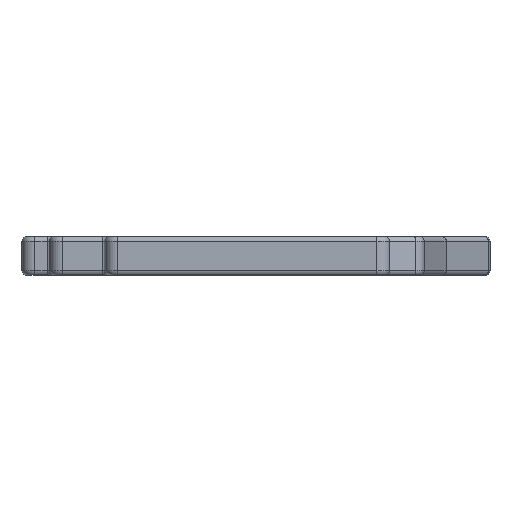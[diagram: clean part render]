
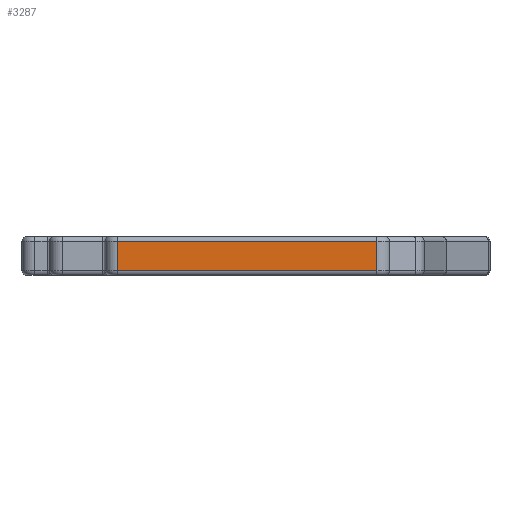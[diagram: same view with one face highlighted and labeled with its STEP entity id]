
A CAD part, left-side view. The second image highlights one B-rep face of the part: STEP entity #3287.
In plain terms, the highlighted planar face has unit normal (-1, 0, 0).
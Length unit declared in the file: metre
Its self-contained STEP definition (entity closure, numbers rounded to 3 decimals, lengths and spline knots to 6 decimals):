
#575=ORIENTED_EDGE('',*,*,#1566,.F.);
#576=ORIENTED_EDGE('',*,*,#1567,.T.);
#577=ORIENTED_EDGE('',*,*,#1563,.T.);
#578=ORIENTED_EDGE('',*,*,#1568,.T.);
#1563=EDGE_CURVE('',#2049,#2050,#2328,.T.);
#1566=EDGE_CURVE('',#2051,#2052,#2329,.T.);
#1567=EDGE_CURVE('',#2051,#2049,#2330,.T.);
#1568=EDGE_CURVE('',#2050,#2052,#2331,.F.);
#2049=VERTEX_POINT('',#5410);
#2050=VERTEX_POINT('',#5411);
#2051=VERTEX_POINT('',#5416);
#2052=VERTEX_POINT('',#5417);
#2328=LINE('',#5409,#2578);
#2329=LINE('',#5415,#2579);
#2330=LINE('',#5418,#2580);
#2331=LINE('',#5419,#2581);
#2578=VECTOR('',#4180,1.);
#2579=VECTOR('',#4187,1.);
#2580=VECTOR('',#4188,1.);
#2581=VECTOR('',#4189,1.);
#2774=EDGE_LOOP('',(#575,#576,#577,#578));
#3002=FACE_BOUND('',#2774,.T.);
#3215=PLANE('',#3563);
#3287=ADVANCED_FACE('',(#3002),#3215,.T.);
#3563=AXIS2_PLACEMENT_3D('',#5414,#4185,#4186);
#4180=DIRECTION('',(0.,0.,-1.));
#4185=DIRECTION('',(-1.,0.,0.));
#4186=DIRECTION('',(0.,0.,1.));
#4187=DIRECTION('',(0.,0.,-1.));
#4188=DIRECTION('',(0.,1.,0.));
#4189=DIRECTION('',(0.,1.,0.));
#5409=CARTESIAN_POINT('',(-0.059077,0.029956,0.002));
#5410=CARTESIAN_POINT('',(-0.059077,0.029956,0.007345));
#5411=CARTESIAN_POINT('',(-0.059077,0.029956,0.001));
#5414=CARTESIAN_POINT('',(-0.059077,0.001881,0.002));
#5415=CARTESIAN_POINT('',(-0.059077,-0.026194,0.002));
#5416=CARTESIAN_POINT('',(-0.059077,-0.026194,0.007345));
#5417=CARTESIAN_POINT('',(-0.059077,-0.026194,0.001));
#5418=CARTESIAN_POINT('',(-0.059077,0.001881,0.007345));
#5419=CARTESIAN_POINT('',(-0.059077,-0.026194,0.001));
